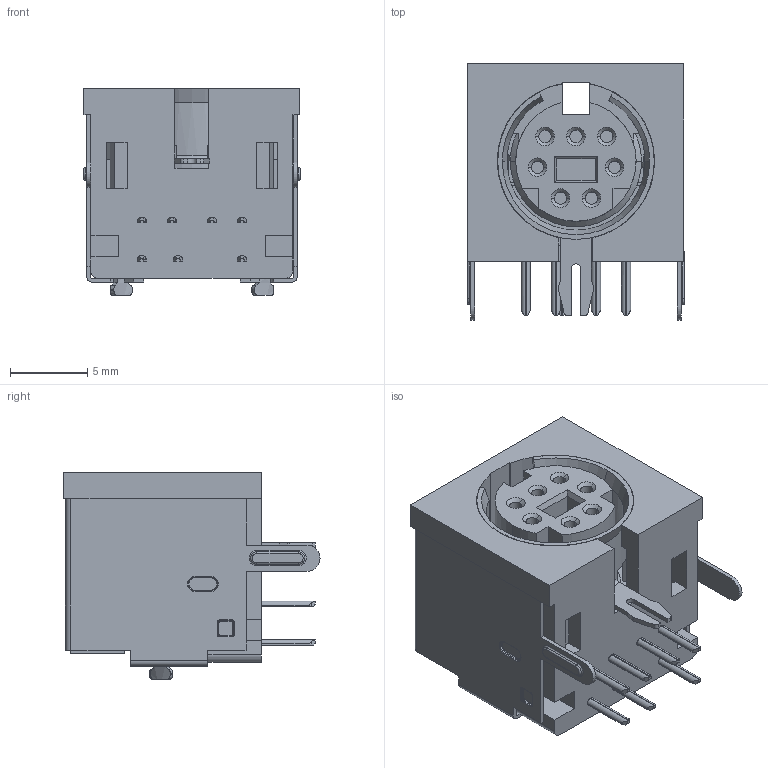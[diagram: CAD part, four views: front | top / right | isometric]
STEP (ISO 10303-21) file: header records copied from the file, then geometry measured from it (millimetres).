
FILE_DESCRIPTION (( 'STEP AP214' ), '1' );
FILE_NAME ('CUI_DEVICES_MD-70SM.step', '2020-11-06T15:28:03', ( '' ), ( '' ), 'SwSTEP 2.0', 'SolidWorks 2020', '' );
FILE_SCHEMA (( 'AUTOMOTIVE_DESIGN' ));
Length unit declared in the file: inch
Products named in the file (1): CUI_DEVICES_MD-70SM
Bounding box: 14.05 x 16.6 x 13.4 mm (x, y, z)
Volume: 1314.7 mm3; surface area: 3221 mm2
Topology: 10 solids, 10 shells, 551 faces, 1473 edges, 943 vertices
Faces by surface type: plane 328, cylinder 158, torus 34, cone 23, bspline 8
Entity records: 17518 total; most frequent: CARTESIAN_POINT 3622, ORIENTED_EDGE 2946, DIRECTION 2797, EDGE_CURVE 1473, VECTOR 993, LINE 993, VERTEX_POINT 943, AXIS2_PLACEMENT_3D 902
